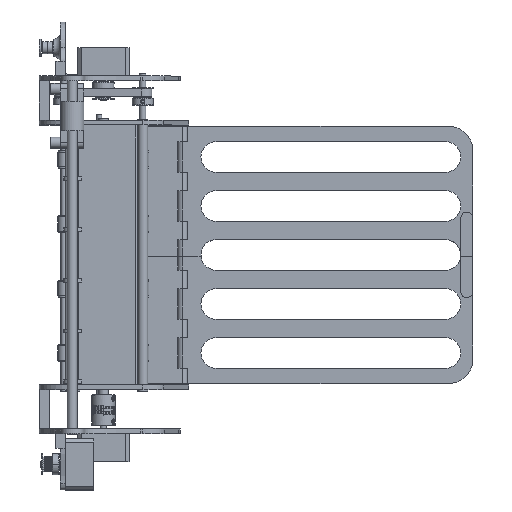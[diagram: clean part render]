
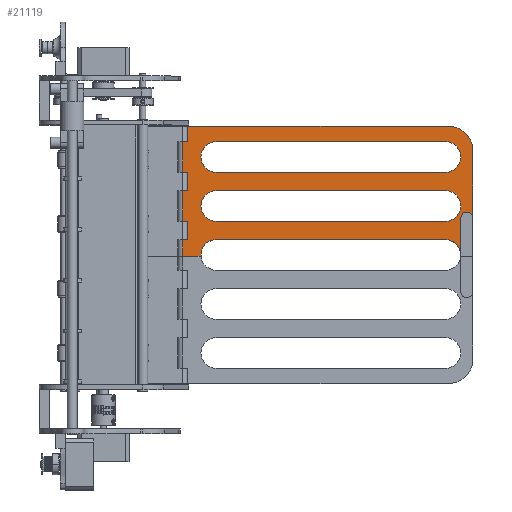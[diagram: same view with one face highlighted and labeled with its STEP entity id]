
A CAD part, top view. The second image highlights one B-rep face of the part: STEP entity #21119.
In plain terms, the highlighted planar face has unit normal (0, 0, 1).
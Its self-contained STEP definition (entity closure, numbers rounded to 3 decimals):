
#982=FACE_BOUND('',#3555,.T.);
#983=FACE_BOUND('',#3556,.T.);
#1370=PLANE('',#22898);
#2177=FACE_OUTER_BOUND('',#3554,.T.);
#3554=EDGE_LOOP('',(#15622,#15623,#15624,#15625,#15626,#15627,#15628,#15629,
#15630,#15631,#15632,#15633,#15634,#15635,#15636,#15637,#15638,#15639,#15640,
#15641));
#3555=EDGE_LOOP('',(#15642,#15643,#15644,#15645));
#3556=EDGE_LOOP('',(#15646,#15647,#15648,#15649));
#5159=LINE('',#35210,#6628);
#5170=LINE('',#35241,#6639);
#5174=LINE('',#35252,#6643);
#5193=LINE('',#35301,#6662);
#5194=LINE('',#35307,#6663);
#5195=LINE('',#35313,#6664);
#5197=LINE('',#35318,#6666);
#5199=LINE('',#35324,#6668);
#5204=LINE('',#35344,#6673);
#5206=LINE('',#35351,#6675);
#5209=LINE('',#35359,#6678);
#5213=LINE('',#35371,#6682);
#5216=LINE('',#35378,#6685);
#5217=LINE('',#35381,#6686);
#5219=LINE('',#35384,#6688);
#5220=LINE('',#35387,#6689);
#5222=LINE('',#35390,#6691);
#5223=LINE('',#35393,#6692);
#5225=LINE('',#35397,#6694);
#5227=LINE('',#35401,#6696);
#6628=VECTOR('',#26128,10.);
#6639=VECTOR('',#26155,10.);
#6643=VECTOR('',#26165,10.);
#6662=VECTOR('',#26200,10.);
#6663=VECTOR('',#26207,10.);
#6664=VECTOR('',#26214,10.);
#6666=VECTOR('',#26220,10.);
#6668=VECTOR('',#26226,10.);
#6673=VECTOR('',#26251,10.);
#6675=VECTOR('',#26259,10.);
#6678=VECTOR('',#26268,10.);
#6682=VECTOR('',#26282,10.);
#6685=VECTOR('',#26291,10.);
#6686=VECTOR('',#26294,10.);
#6688=VECTOR('',#26298,10.);
#6689=VECTOR('',#26301,10.);
#6691=VECTOR('',#26305,10.);
#6692=VECTOR('',#26308,10.);
#6694=VECTOR('',#26312,10.);
#6696=VECTOR('',#26316,10.);
#7939=CIRCLE('',#22840,12.5);
#7958=CIRCLE('',#22873,5.);
#7959=CIRCLE('',#22876,12.5);
#7960=CIRCLE('',#22879,12.5);
#7961=CIRCLE('',#22882,12.5);
#7962=CIRCLE('',#22884,12.5);
#7963=CIRCLE('',#22887,12.5);
#7964=CIRCLE('',#22897,20.);
#9393=VERTEX_POINT('',#35204);
#9395=VERTEX_POINT('',#35208);
#9404=VERTEX_POINT('',#35229);
#9405=VERTEX_POINT('',#35233);
#9407=VERTEX_POINT('',#35239);
#9410=VERTEX_POINT('',#35249);
#9411=VERTEX_POINT('',#35251);
#9433=VERTEX_POINT('',#35300);
#9434=VERTEX_POINT('',#35304);
#9435=VERTEX_POINT('',#35306);
#9436=VERTEX_POINT('',#35310);
#9437=VERTEX_POINT('',#35312);
#9438=VERTEX_POINT('',#35316);
#9440=VERTEX_POINT('',#35322);
#9445=VERTEX_POINT('',#35342);
#9446=VERTEX_POINT('',#35348);
#9447=VERTEX_POINT('',#35350);
#9448=VERTEX_POINT('',#35354);
#9449=VERTEX_POINT('',#35358);
#9450=VERTEX_POINT('',#35364);
#9451=VERTEX_POINT('',#35366);
#9452=VERTEX_POINT('',#35370);
#9453=VERTEX_POINT('',#35374);
#9454=VERTEX_POINT('',#35380);
#9455=VERTEX_POINT('',#35386);
#9456=VERTEX_POINT('',#35392);
#9457=VERTEX_POINT('',#35396);
#9458=VERTEX_POINT('',#35400);
#11671=EDGE_CURVE('',#9393,#9395,#5159,.T.);
#11681=EDGE_CURVE('',#9395,#9404,#7939,.T.);
#11686=EDGE_CURVE('',#9405,#9407,#5170,.T.);
#11691=EDGE_CURVE('',#9411,#9410,#5174,.T.);
#11716=EDGE_CURVE('',#9433,#9393,#5193,.T.);
#11719=EDGE_CURVE('',#9435,#9434,#5194,.T.);
#11722=EDGE_CURVE('',#9437,#9436,#5195,.T.);
#11725=EDGE_CURVE('',#9436,#9438,#5197,.T.);
#11728=EDGE_CURVE('',#9434,#9440,#5199,.T.);
#11736=EDGE_CURVE('',#9407,#9411,#7958,.T.);
#11738=EDGE_CURVE('',#9404,#9445,#5204,.T.);
#11739=EDGE_CURVE('',#9445,#9405,#7959,.T.);
#11741=EDGE_CURVE('',#9447,#9446,#5206,.T.);
#11743=EDGE_CURVE('',#9448,#9447,#7960,.T.);
#11745=EDGE_CURVE('',#9449,#9448,#5209,.T.);
#11747=EDGE_CURVE('',#9446,#9449,#7961,.T.);
#11749=EDGE_CURVE('',#9451,#9450,#7962,.T.);
#11751=EDGE_CURVE('',#9452,#9451,#5213,.T.);
#11753=EDGE_CURVE('',#9453,#9452,#7963,.T.);
#11755=EDGE_CURVE('',#9450,#9453,#5216,.T.);
#11756=EDGE_CURVE('',#9454,#9433,#5217,.T.);
#11758=EDGE_CURVE('',#9440,#9454,#5219,.T.);
#11759=EDGE_CURVE('',#9455,#9435,#5220,.T.);
#11761=EDGE_CURVE('',#9438,#9455,#5222,.T.);
#11762=EDGE_CURVE('',#9456,#9437,#5223,.T.);
#11764=EDGE_CURVE('',#9457,#9456,#5225,.T.);
#11766=EDGE_CURVE('',#9458,#9457,#5227,.T.);
#11768=EDGE_CURVE('',#9410,#9458,#7964,.T.);
#15622=ORIENTED_EDGE('',*,*,#11671,.T.);
#15623=ORIENTED_EDGE('',*,*,#11681,.T.);
#15624=ORIENTED_EDGE('',*,*,#11738,.T.);
#15625=ORIENTED_EDGE('',*,*,#11739,.T.);
#15626=ORIENTED_EDGE('',*,*,#11686,.T.);
#15627=ORIENTED_EDGE('',*,*,#11736,.T.);
#15628=ORIENTED_EDGE('',*,*,#11691,.T.);
#15629=ORIENTED_EDGE('',*,*,#11768,.T.);
#15630=ORIENTED_EDGE('',*,*,#11766,.T.);
#15631=ORIENTED_EDGE('',*,*,#11764,.T.);
#15632=ORIENTED_EDGE('',*,*,#11762,.T.);
#15633=ORIENTED_EDGE('',*,*,#11722,.T.);
#15634=ORIENTED_EDGE('',*,*,#11725,.T.);
#15635=ORIENTED_EDGE('',*,*,#11761,.T.);
#15636=ORIENTED_EDGE('',*,*,#11759,.T.);
#15637=ORIENTED_EDGE('',*,*,#11719,.T.);
#15638=ORIENTED_EDGE('',*,*,#11728,.T.);
#15639=ORIENTED_EDGE('',*,*,#11758,.T.);
#15640=ORIENTED_EDGE('',*,*,#11756,.T.);
#15641=ORIENTED_EDGE('',*,*,#11716,.T.);
#15642=ORIENTED_EDGE('',*,*,#11755,.T.);
#15643=ORIENTED_EDGE('',*,*,#11753,.T.);
#15644=ORIENTED_EDGE('',*,*,#11751,.T.);
#15645=ORIENTED_EDGE('',*,*,#11749,.T.);
#15646=ORIENTED_EDGE('',*,*,#11747,.T.);
#15647=ORIENTED_EDGE('',*,*,#11745,.T.);
#15648=ORIENTED_EDGE('',*,*,#11743,.T.);
#15649=ORIENTED_EDGE('',*,*,#11741,.T.);
#21119=ADVANCED_FACE('',(#2177,#982,#983),#1370,.T.);
#22840=AXIS2_PLACEMENT_3D('',#35231,#26144,#26145);
#22873=AXIS2_PLACEMENT_3D('',#35340,#26246,#26247);
#22876=AXIS2_PLACEMENT_3D('',#35346,#26254,#26255);
#22879=AXIS2_PLACEMENT_3D('',#35355,#26263,#26264);
#22882=AXIS2_PLACEMENT_3D('',#35362,#26272,#26273);
#22884=AXIS2_PLACEMENT_3D('',#35367,#26277,#26278);
#22887=AXIS2_PLACEMENT_3D('',#35375,#26286,#26287);
#22897=AXIS2_PLACEMENT_3D('',#35404,#26320,#26321);
#22898=AXIS2_PLACEMENT_3D('',#35405,#26322,#26323);
#26128=DIRECTION('',(1.,0.,0.));
#26144=DIRECTION('center_axis',(0.,0.,-1.));
#26145=DIRECTION('ref_axis',(0.,1.,0.));
#26155=DIRECTION('',(0.,1.,0.));
#26165=DIRECTION('',(0.,1.,0.));
#26200=DIRECTION('',(0.,-1.,0.));
#26207=DIRECTION('',(0.,-1.,0.));
#26214=DIRECTION('',(0.,-1.,0.));
#26220=DIRECTION('',(1.,0.,0.));
#26226=DIRECTION('',(1.,0.,0.));
#26246=DIRECTION('center_axis',(0.,0.,-1.));
#26247=DIRECTION('ref_axis',(1.,0.,0.));
#26251=DIRECTION('',(1.,0.,0.));
#26254=DIRECTION('center_axis',(0.,0.,-1.));
#26255=DIRECTION('ref_axis',(0.,-1.,0.));
#26259=DIRECTION('',(-1.,0.,0.));
#26263=DIRECTION('center_axis',(0.,0.,-1.));
#26264=DIRECTION('ref_axis',(0.,-1.,0.));
#26268=DIRECTION('',(1.,0.,0.));
#26272=DIRECTION('center_axis',(0.,0.,-1.));
#26273=DIRECTION('ref_axis',(0.,1.,0.));
#26277=DIRECTION('center_axis',(0.,0.,-1.));
#26278=DIRECTION('ref_axis',(0.,-1.,0.));
#26282=DIRECTION('',(1.,0.,0.));
#26286=DIRECTION('center_axis',(0.,0.,-1.));
#26287=DIRECTION('ref_axis',(0.,1.,0.));
#26291=DIRECTION('',(-1.,0.,0.));
#26294=DIRECTION('',(-1.,0.,0.));
#26298=DIRECTION('',(0.,-1.,0.));
#26301=DIRECTION('',(-1.,0.,0.));
#26305=DIRECTION('',(0.,-1.,0.));
#26308=DIRECTION('',(-1.,0.,0.));
#26312=DIRECTION('',(0.,-1.,0.));
#26316=DIRECTION('',(-1.,0.,0.));
#26320=DIRECTION('center_axis',(0.,0.,1.));
#26321=DIRECTION('ref_axis',(1.,0.,0.));
#26322=DIRECTION('center_axis',(0.,0.,1.));
#26323=DIRECTION('ref_axis',(1.,0.,0.));
#35204=CARTESIAN_POINT('',(-89.402,0.,8.));
#35208=CARTESIAN_POINT('',(-74.344,0.,8.));
#35210=CARTESIAN_POINT('',(27.098,0.,8.));
#35229=CARTESIAN_POINT('',(-61.902,13.703,8.));
#35231=CARTESIAN_POINT('Origin',(-61.902,1.203,8.));
#35233=CARTESIAN_POINT('',(137.598,1.203,8.));
#35239=CARTESIAN_POINT('',(137.598,31.203,8.));
#35241=CARTESIAN_POINT('',(137.598,16.203,8.));
#35249=CARTESIAN_POINT('',(147.598,86.203,8.));
#35251=CARTESIAN_POINT('',(147.598,31.203,8.));
#35252=CARTESIAN_POINT('',(147.598,86.203,8.));
#35300=CARTESIAN_POINT('',(-89.402,13.703,8.));
#35301=CARTESIAN_POINT('',(-89.402,-103.797,8.));
#35304=CARTESIAN_POINT('',(-89.402,28.703,8.));
#35306=CARTESIAN_POINT('',(-89.402,53.703,8.));
#35307=CARTESIAN_POINT('',(-89.402,-103.797,8.));
#35310=CARTESIAN_POINT('',(-89.402,68.703,8.));
#35312=CARTESIAN_POINT('',(-89.402,93.703,8.));
#35313=CARTESIAN_POINT('',(-89.402,-103.797,8.));
#35316=CARTESIAN_POINT('',(-85.402,68.703,8.));
#35318=CARTESIAN_POINT('',(-61.902,68.703,8.));
#35322=CARTESIAN_POINT('',(-85.402,28.703,8.));
#35324=CARTESIAN_POINT('',(-61.902,28.703,8.));
#35340=CARTESIAN_POINT('Origin',(142.598,31.203,8.));
#35342=CARTESIAN_POINT('',(125.098,13.703,8.));
#35344=CARTESIAN_POINT('',(125.098,13.703,8.));
#35346=CARTESIAN_POINT('Origin',(125.098,1.203,8.));
#35348=CARTESIAN_POINT('',(-61.902,28.703,8.));
#35350=CARTESIAN_POINT('',(125.098,28.703,8.));
#35351=CARTESIAN_POINT('',(-61.902,28.703,8.));
#35354=CARTESIAN_POINT('',(125.098,53.703,8.));
#35355=CARTESIAN_POINT('Origin',(125.098,41.203,8.));
#35358=CARTESIAN_POINT('',(-61.902,53.703,8.));
#35359=CARTESIAN_POINT('',(125.098,53.703,8.));
#35362=CARTESIAN_POINT('Origin',(-61.902,41.203,8.));
#35364=CARTESIAN_POINT('',(125.098,68.703,8.));
#35366=CARTESIAN_POINT('',(125.098,93.703,8.));
#35367=CARTESIAN_POINT('Origin',(125.098,81.203,8.));
#35370=CARTESIAN_POINT('',(-61.902,93.703,8.));
#35371=CARTESIAN_POINT('',(125.098,93.703,8.));
#35374=CARTESIAN_POINT('',(-61.902,68.703,8.));
#35375=CARTESIAN_POINT('Origin',(-61.902,81.203,8.));
#35378=CARTESIAN_POINT('',(-61.902,68.703,8.));
#35380=CARTESIAN_POINT('',(-85.402,13.703,8.));
#35381=CARTESIAN_POINT('',(-61.902,13.703,8.));
#35384=CARTESIAN_POINT('',(-85.402,106.203,8.));
#35386=CARTESIAN_POINT('',(-85.402,53.703,8.));
#35387=CARTESIAN_POINT('',(-61.902,53.703,8.));
#35390=CARTESIAN_POINT('',(-85.402,106.203,8.));
#35392=CARTESIAN_POINT('',(-85.402,93.703,8.));
#35393=CARTESIAN_POINT('',(-61.902,93.703,8.));
#35396=CARTESIAN_POINT('',(-85.402,106.203,8.));
#35397=CARTESIAN_POINT('',(-85.402,106.203,8.));
#35400=CARTESIAN_POINT('',(127.598,106.203,8.));
#35401=CARTESIAN_POINT('',(127.598,106.203,8.));
#35404=CARTESIAN_POINT('Origin',(127.598,86.203,8.));
#35405=CARTESIAN_POINT('Origin',(27.098,1.203,8.));
